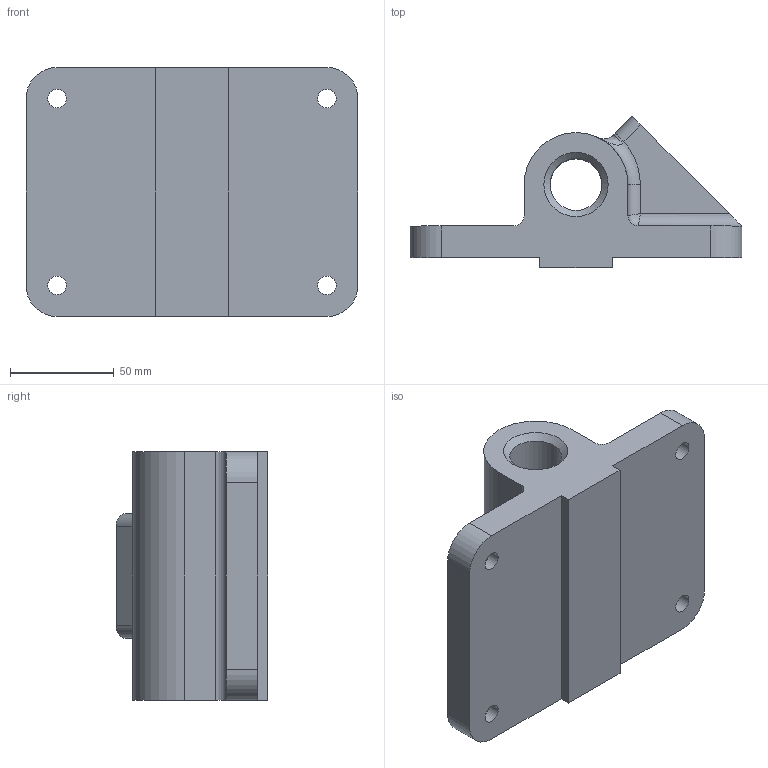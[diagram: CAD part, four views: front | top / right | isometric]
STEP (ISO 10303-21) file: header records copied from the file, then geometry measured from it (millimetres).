
FILE_DESCRIPTION(/* description */ (''),/* implementation_level */ '2;1');
FILE_NAME(/* name */ 'Morsa_paulo_korch.stp',/* time_stamp */ '2022-03-09T09:31:57-03:00',/* author */ ('19710060'),/* organization */ (''),/* preprocessor_version */ 'ST-DEVELOPER v18',/* originating_system */ 'Autodesk Inventor 2020',/* authorisation */ '');
FILE_SCHEMA (('AUTOMOTIVE_DESIGN { 1 0 10303 214 3 1 1 }'));
Length unit declared in the file: millimetre
Products named in the file (1): Morsa_paulo_korch
Bounding box: 160 x 73.03 x 120 mm (x, y, z)
Volume: 572869.6 mm3; surface area: 73414.4 mm2
Topology: 1 solids, 1 shells, 65 faces, 177 edges, 114 vertices
Faces by surface type: cylinder 28, plane 23, bspline 6, cone 6, torus 2
Full cylindrical faces by diameter (mm): 8.376 x4, 9 x4, 15 x4, 25 x1
Entity records: 2372 total; most frequent: CARTESIAN_POINT 659, DIRECTION 361, ORIENTED_EDGE 338, EDGE_CURVE 169, AXIS2_PLACEMENT_3D 140, VERTEX_POINT 114, EDGE_LOOP 83, LINE 81
